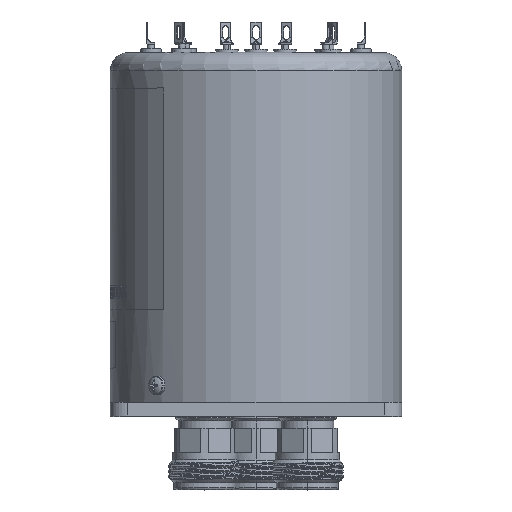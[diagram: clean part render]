
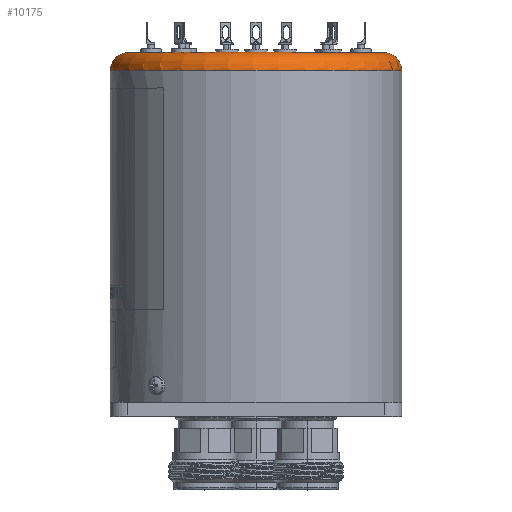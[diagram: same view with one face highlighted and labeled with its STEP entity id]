
A CAD part, top view. The second image highlights one B-rep face of the part: STEP entity #10175.
In plain terms, the highlighted toroidal (fillet/blend) face has major radius 27.788 mm and minor radius 3.937 mm.
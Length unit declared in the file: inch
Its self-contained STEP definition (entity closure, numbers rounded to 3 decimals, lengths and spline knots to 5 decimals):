
#241 = B_SPLINE_CURVE_WITH_KNOTS ( 'NONE', 3,
 ( #31325, #28761, #28390, #34079, #30962, #14105 ),
 .UNSPECIFIED., .F., .F.,
 ( 4, 2, 4 ),
 ( 0., 0.00021, 0.00041 ),
 .UNSPECIFIED. ) ;
#319 = AXIS2_PLACEMENT_3D ( 'NONE', #32246, #7133, #1074 ) ;
#687 = VERTEX_POINT ( 'NONE', #34823 ) ;
#976 = TOROIDAL_SURFACE ( 'NONE', #3926, 1.094, 0.155 ) ;
#1074 = DIRECTION ( 'NONE',  ( 0., 0., 1. ) ) ;
#1458 = FACE_OUTER_BOUND ( 'NONE', #25158, .T. ) ;
#1658 = VERTEX_POINT ( 'NONE', #4877 ) ;
#2065 = CARTESIAN_POINT ( 'NONE',  ( 0., 2.561, 1.094 ) ) ;
#2302 = CIRCLE ( 'NONE', #16938, 0.155 ) ;
#3627 = VERTEX_POINT ( 'NONE', #31842 ) ;
#3915 = DIRECTION ( 'NONE',  ( 0., 0., 1. ) ) ;
#3926 = AXIS2_PLACEMENT_3D ( 'NONE', #14863, #15411, #12117 ) ;
#4503 = CARTESIAN_POINT ( 'NONE',  ( 0.84271, 2.5605, 0.71697 ) ) ;
#4525 = DIRECTION ( 'NONE',  ( 0., 0., -1. ) ) ;
#4655 = CIRCLE ( 'NONE', #31593, 1.094 ) ;
#4877 = CARTESIAN_POINT ( 'NONE',  ( 0., 2.561, -1.094 ) ) ;
#4965 = ORIENTED_EDGE ( 'NONE', *, *, #10511, .F. ) ;
#5187 = CARTESIAN_POINT ( 'NONE',  ( 0.82914, 2.56084, 0.72632 ) ) ;
#5815 = AXIS2_PLACEMENT_3D ( 'NONE', #27529, #24761, #7745 ) ;
#6030 = ORIENTED_EDGE ( 'NONE', *, *, #22605, .T. ) ;
#6318 = VERTEX_POINT ( 'NONE', #6535 ) ;
#6323 = B_SPLINE_CURVE_WITH_KNOTS ( 'NONE', 3,
 ( #27025, #35266, #18605, #6866 ),
 .UNSPECIFIED., .F., .F.,
 ( 4, 4 ),
 ( 0.00026, 0.00064 ),
 .UNSPECIFIED. ) ;
#6535 = CARTESIAN_POINT ( 'NONE',  ( 0.00539, 2.5605, -1.10643 ) ) ;
#6866 = CARTESIAN_POINT ( 'NONE',  ( 0.02801, 2.561, -1.09364 ) ) ;
#6892 = ORIENTED_EDGE ( 'NONE', *, *, #25685, .T. ) ;
#7086 = DIRECTION ( 'NONE',  ( 0., 1., 0. ) ) ;
#7133 = DIRECTION ( 'NONE',  ( -1., 0., 0. ) ) ;
#7745 = DIRECTION ( 'NONE',  ( 0., 0., 1. ) ) ;
#8018 = ORIENTED_EDGE ( 'NONE', *, *, #22230, .T. ) ;
#8278 = DIRECTION ( 'NONE',  ( -1., 0., 0. ) ) ;
#8494 = DIRECTION ( 'NONE',  ( 0., 1., 0. ) ) ;
#9701 = VERTEX_POINT ( 'NONE', #17469 ) ;
#10175 = ADVANCED_FACE ( 'NONE', ( #1458 ), #976, .T. ) ;
#10511 = EDGE_CURVE ( 'NONE', #28377, #33307, #4655, .T. ) ;
#10745 = EDGE_CURVE ( 'NONE', #25702, #1658, #33918, .T. ) ;
#10835 = EDGE_CURVE ( 'NONE', #10888, #15975, #12262, .T. ) ;
#10888 = VERTEX_POINT ( 'NONE', #34885 ) ;
#10946 = EDGE_CURVE ( 'NONE', #15975, #1658, #2302, .T. ) ;
#11660 = VERTEX_POINT ( 'NONE', #23554 ) ;
#11676 = AXIS2_PLACEMENT_3D ( 'NONE', #29754, #23875, #3915 ) ;
#11786 = CIRCLE ( 'NONE', #32277, 1.10644 ) ;
#11809 = ORIENTED_EDGE ( 'NONE', *, *, #10745, .F. ) ;
#12117 = DIRECTION ( 'NONE',  ( 0., 0., 1. ) ) ;
#12262 = CIRCLE ( 'NONE', #11676, 1.249 ) ;
#14012 = AXIS2_PLACEMENT_3D ( 'NONE', #28656, #17656, #25530 ) ;
#14105 = CARTESIAN_POINT ( 'NONE',  ( 0.00539, 2.5605, -1.10643 ) ) ;
#14408 = VERTEX_POINT ( 'NONE', #24849 ) ;
#14717 = EDGE_CURVE ( 'NONE', #687, #11660, #27544, .T. ) ;
#14863 = CARTESIAN_POINT ( 'NONE',  ( 0., 2.406, 0. ) ) ;
#15200 = CIRCLE ( 'NONE', #5815, 1.094 ) ;
#15411 = DIRECTION ( 'NONE',  ( 0., 1., 0. ) ) ;
#15975 = VERTEX_POINT ( 'NONE', #32384 ) ;
#16156 = CIRCLE ( 'NONE', #319, 0.155 ) ;
#16938 = AXIS2_PLACEMENT_3D ( 'NONE', #24767, #27178, #27893 ) ;
#17071 = CARTESIAN_POINT ( 'NONE',  ( 0., 2.5605, 0. ) ) ;
#17247 = DIRECTION ( 'NONE',  ( 0., -1., 0. ) ) ;
#17379 = ORIENTED_EDGE ( 'NONE', *, *, #17717, .F. ) ;
#17469 = CARTESIAN_POINT ( 'NONE',  ( 0.02801, 2.561, -1.09364 ) ) ;
#17656 = DIRECTION ( 'NONE',  ( 0., 1., 0. ) ) ;
#17700 = CARTESIAN_POINT ( 'NONE',  ( 0.8318, 2.561, 0.71697 ) ) ;
#17717 = EDGE_CURVE ( 'NONE', #687, #9701, #15200, .T. ) ;
#18605 = CARTESIAN_POINT ( 'NONE',  ( 0.02603, 2.561, -1.0982 ) ) ;
#19466 = CARTESIAN_POINT ( 'NONE',  ( 0.82362, 2.561, 0.72632 ) ) ;
#20859 = CARTESIAN_POINT ( 'NONE',  ( 0.8181, 2.561, 0.72632 ) ) ;
#20946 = ORIENTED_EDGE ( 'NONE', *, *, #14717, .T. ) ;
#22064 = DIRECTION ( 'NONE',  ( 0., 0., 1. ) ) ;
#22230 = EDGE_CURVE ( 'NONE', #3627, #33307, #29555, .T. ) ;
#22605 = EDGE_CURVE ( 'NONE', #25702, #6318, #241, .T. ) ;
#23554 = CARTESIAN_POINT ( 'NONE',  ( 0.84271, 2.5605, 0.71697 ) ) ;
#23875 = DIRECTION ( 'NONE',  ( 0., 1., 0. ) ) ;
#23994 = EDGE_CURVE ( 'NONE', #3627, #11660, #11786, .T. ) ;
#24755 = ORIENTED_EDGE ( 'NONE', *, *, #10835, .T. ) ;
#24761 = DIRECTION ( 'NONE',  ( 0., 1., 0. ) ) ;
#24767 = CARTESIAN_POINT ( 'NONE',  ( 0., 2.406, -1.094 ) ) ;
#24849 = CARTESIAN_POINT ( 'NONE',  ( 0.02034, 2.5605, -1.10625 ) ) ;
#25158 = EDGE_LOOP ( 'NONE', ( #24755, #25293, #11809, #6030, #6892, #26437, #17379, #20946, #32035, #8018, #4965, #32716 ) ) ;
#25293 = ORIENTED_EDGE ( 'NONE', *, *, #10946, .T. ) ;
#25530 = DIRECTION ( 'NONE',  ( 0., 0., 1. ) ) ;
#25685 = EDGE_CURVE ( 'NONE', #6318, #14408, #32474, .T. ) ;
#25702 = VERTEX_POINT ( 'NONE', #28241 ) ;
#26437 = ORIENTED_EDGE ( 'NONE', *, *, #32794, .T. ) ;
#26673 = CARTESIAN_POINT ( 'NONE',  ( 0.82631, 2.561, 0.71697 ) ) ;
#27025 = CARTESIAN_POINT ( 'NONE',  ( 0.02034, 2.5605, -1.10625 ) ) ;
#27178 = DIRECTION ( 'NONE',  ( 1., 0., 0. ) ) ;
#27529 = CARTESIAN_POINT ( 'NONE',  ( 0., 2.561, 0. ) ) ;
#27544 = B_SPLINE_CURVE_WITH_KNOTS ( 'NONE', 3,
 ( #26673, #17700, #34570, #4503 ),
 .UNSPECIFIED., .F., .F.,
 ( 4, 4 ),
 ( 0.00431, 0.00473 ),
 .UNSPECIFIED. ) ;
#27893 = DIRECTION ( 'NONE',  ( 0., 0., -1. ) ) ;
#28241 = CARTESIAN_POINT ( 'NONE',  ( 0.0158, 2.561, -1.09389 ) ) ;
#28377 = VERTEX_POINT ( 'NONE', #2065 ) ;
#28390 = CARTESIAN_POINT ( 'NONE',  ( 0.01284, 2.56095, -1.0985 ) ) ;
#28656 = CARTESIAN_POINT ( 'NONE',  ( 0., 2.561, 0. ) ) ;
#28761 = CARTESIAN_POINT ( 'NONE',  ( 0.01441, 2.561, -1.09627 ) ) ;
#28830 = EDGE_CURVE ( 'NONE', #10888, #28377, #16156, .T. ) ;
#29273 = CARTESIAN_POINT ( 'NONE',  ( 0., 2.5605, 0. ) ) ;
#29555 = B_SPLINE_CURVE_WITH_KNOTS ( 'NONE', 3,
 ( #33224, #5187, #19466, #35963 ),
 .UNSPECIFIED., .F., .F.,
 ( 4, 4 ),
 ( 0.00229, 0.00271 ),
 .UNSPECIFIED. ) ;
#29754 = CARTESIAN_POINT ( 'NONE',  ( 0., 2.406, 0. ) ) ;
#30962 = CARTESIAN_POINT ( 'NONE',  ( 0.00741, 2.56065, -1.10458 ) ) ;
#31325 = CARTESIAN_POINT ( 'NONE',  ( 0.0158, 2.561, -1.09389 ) ) ;
#31593 = AXIS2_PLACEMENT_3D ( 'NONE', #33609, #8494, #22064 ) ;
#31842 = CARTESIAN_POINT ( 'NONE',  ( 0.83467, 2.5605, 0.72632 ) ) ;
#32035 = ORIENTED_EDGE ( 'NONE', *, *, #23994, .F. ) ;
#32246 = CARTESIAN_POINT ( 'NONE',  ( 0., 2.406, 1.094 ) ) ;
#32277 = AXIS2_PLACEMENT_3D ( 'NONE', #29273, #7086, #4525 ) ;
#32384 = CARTESIAN_POINT ( 'NONE',  ( 0., 2.406, -1.249 ) ) ;
#32474 = CIRCLE ( 'NONE', #34802, 1.10644 ) ;
#32716 = ORIENTED_EDGE ( 'NONE', *, *, #28830, .F. ) ;
#32794 = EDGE_CURVE ( 'NONE', #14408, #9701, #6323, .T. ) ;
#33224 = CARTESIAN_POINT ( 'NONE',  ( 0.83467, 2.5605, 0.72632 ) ) ;
#33307 = VERTEX_POINT ( 'NONE', #20859 ) ;
#33609 = CARTESIAN_POINT ( 'NONE',  ( 0., 2.561, 0. ) ) ;
#33918 = CIRCLE ( 'NONE', #14012, 1.094 ) ;
#34079 = CARTESIAN_POINT ( 'NONE',  ( 0.00937, 2.56077, -1.10268 ) ) ;
#34570 = CARTESIAN_POINT ( 'NONE',  ( 0.83727, 2.56083, 0.71697 ) ) ;
#34802 = AXIS2_PLACEMENT_3D ( 'NONE', #17071, #17247, #8278 ) ;
#34823 = CARTESIAN_POINT ( 'NONE',  ( 0.82631, 2.561, 0.71697 ) ) ;
#34885 = CARTESIAN_POINT ( 'NONE',  ( 0., 2.406, 1.249 ) ) ;
#35266 = CARTESIAN_POINT ( 'NONE',  ( 0.02343, 2.5608, -1.10247 ) ) ;
#35963 = CARTESIAN_POINT ( 'NONE',  ( 0.8181, 2.561, 0.72632 ) ) ;
